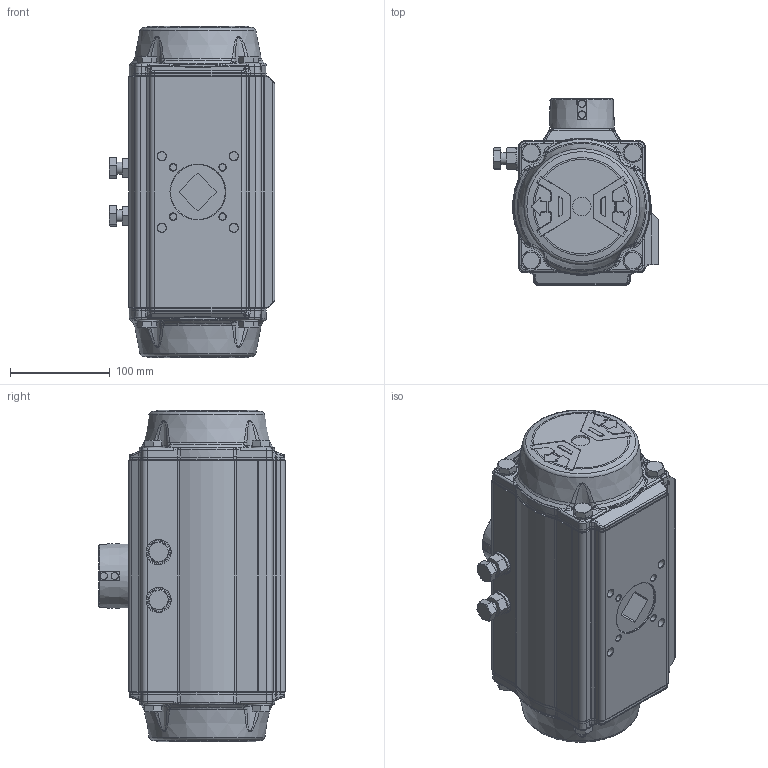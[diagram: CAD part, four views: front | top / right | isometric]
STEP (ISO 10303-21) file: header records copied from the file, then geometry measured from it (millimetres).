
FILE_DESCRIPTION(/* description */ (''),/* implementation_level */ '2;1');
FILE_NAME(/* name */ 'AT401U+Multifunzione.stp',/* time_stamp */ '2019-11-04T10:13:59+01:00',/* author */ ('A8711351'),/* organization */ (''),/* preprocessor_version */ 'ST-DEVELOPER v18',/* originating_system */ 'Autodesk Inventor 2020',/* authorisation */ '');
FILE_SCHEMA (('AUTOMOTIVE_DESIGN { 1 0 10303 214 3 1 1 }'));
Products named in the file (1): AT401U+Multifunzione
Bounding box: 165.8 x 187 x 332.5 mm (x, y, z)
Volume: 6027430.1 mm3; surface area: 229727.8 mm2
Topology: 1 solids, 5 shells, 1503 faces, 3688 edges, 2207 vertices
Faces by surface type: plane 523, bspline 340, cylinder 270, cone 230, torus 114, sphere 26
Full cylindrical faces by diameter (mm): 4.134 x4, 6.8 x4, 7.3 x8, 8.5 x4, 11.445 x2, 12 x2, 18.5 x2, 19.5 x8, 23 x2, 55 x1
Entity records: 51344 total; most frequent: CARTESIAN_POINT 17974, ORIENTED_EDGE 7316, DIRECTION 6587, EDGE_CURVE 3658, AXIS2_PLACEMENT_3D 2633, VERTEX_POINT 2207, EDGE_LOOP 1551, FACE_OUTER_BOUND 1503
